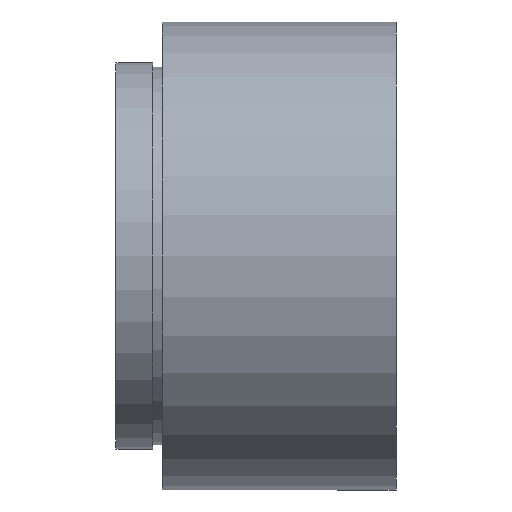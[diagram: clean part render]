
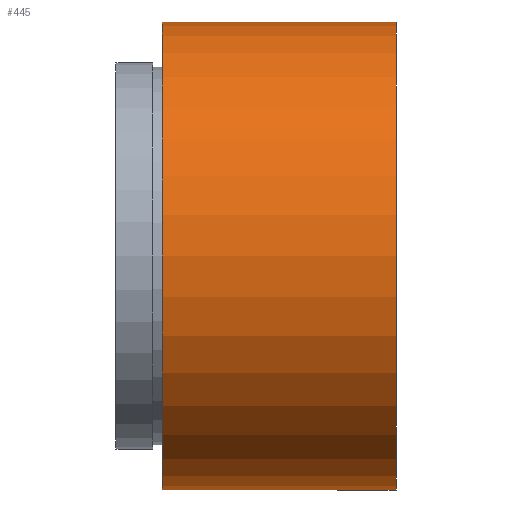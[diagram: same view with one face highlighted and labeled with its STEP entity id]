
A CAD part, left-side view. The second image highlights one B-rep face of the part: STEP entity #445.
In plain terms, the highlighted cylindrical face has radius 25.4 mm (diameter 50.8 mm), a partial arc.
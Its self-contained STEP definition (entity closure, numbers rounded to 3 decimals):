
#42 = CYLINDRICAL_SURFACE ( 'NONE', #190, 25.4 ) ;
#80 = DIRECTION ( 'NONE',  ( 0., 0., 1. ) ) ;
#86 = ORIENTED_EDGE ( 'NONE', *, *, #335, .F. ) ;
#88 = VERTEX_POINT ( 'NONE', #592 ) ;
#99 = LINE ( 'NONE', #140, #369 ) ;
#127 = CARTESIAN_POINT ( 'NONE',  ( 0., 0., 0. ) ) ;
#134 = ORIENTED_EDGE ( 'NONE', *, *, #231, .T. ) ;
#140 = CARTESIAN_POINT ( 'NONE',  ( 0., 161.376, 25.4 ) ) ;
#145 = LINE ( 'NONE', #411, #421 ) ;
#167 = CIRCLE ( 'NONE', #603, 25.4 ) ;
#180 = CARTESIAN_POINT ( 'NONE',  ( 0., 25.4, 25.4 ) ) ;
#185 = CARTESIAN_POINT ( 'NONE',  ( 0., 25.4, 0. ) ) ;
#189 = DIRECTION ( 'NONE',  ( 0., 0., 1. ) ) ;
#190 = AXIS2_PLACEMENT_3D ( 'NONE', #197, #520, #278 ) ;
#191 = ORIENTED_EDGE ( 'NONE', *, *, #235, .F. ) ;
#195 = VERTEX_POINT ( 'NONE', #180 ) ;
#197 = CARTESIAN_POINT ( 'NONE',  ( 0., 161.376, 0. ) ) ;
#230 = DIRECTION ( 'NONE',  ( 0., 1., 0. ) ) ;
#231 = EDGE_CURVE ( 'NONE', #359, #88, #275, .T. ) ;
#232 = DIRECTION ( 'NONE',  ( 0., 1., 0. ) ) ;
#235 = EDGE_CURVE ( 'NONE', #359, #379, #145, .T. ) ;
#275 = CIRCLE ( 'NONE', #302, 25.4 ) ;
#276 = CARTESIAN_POINT ( 'NONE',  ( 0., 0., -25.4 ) ) ;
#278 = DIRECTION ( 'NONE',  ( 0., 0., 1. ) ) ;
#298 = FACE_OUTER_BOUND ( 'NONE', #512, .T. ) ;
#302 = AXIS2_PLACEMENT_3D ( 'NONE', #127, #360, #80 ) ;
#308 = EDGE_CURVE ( 'NONE', #88, #195, #99, .T. ) ;
#335 = EDGE_CURVE ( 'NONE', #379, #195, #167, .T. ) ;
#359 = VERTEX_POINT ( 'NONE', #276 ) ;
#360 = DIRECTION ( 'NONE',  ( 0., 1., 0. ) ) ;
#369 = VECTOR ( 'NONE', #230, 1000. ) ;
#379 = VERTEX_POINT ( 'NONE', #561 ) ;
#411 = CARTESIAN_POINT ( 'NONE',  ( 0., 161.376, -25.4 ) ) ;
#421 = VECTOR ( 'NONE', #548, 1000. ) ;
#445 = ADVANCED_FACE ( 'NONE', ( #298 ), #42, .T. ) ;
#512 = EDGE_LOOP ( 'NONE', ( #191, #134, #550, #86 ) ) ;
#520 = DIRECTION ( 'NONE',  ( 0., 1., 0. ) ) ;
#548 = DIRECTION ( 'NONE',  ( 0., 1., 0. ) ) ;
#550 = ORIENTED_EDGE ( 'NONE', *, *, #308, .T. ) ;
#561 = CARTESIAN_POINT ( 'NONE',  ( 0., 25.4, -25.4 ) ) ;
#592 = CARTESIAN_POINT ( 'NONE',  ( 0., 0., 25.4 ) ) ;
#603 = AXIS2_PLACEMENT_3D ( 'NONE', #185, #232, #189 ) ;
